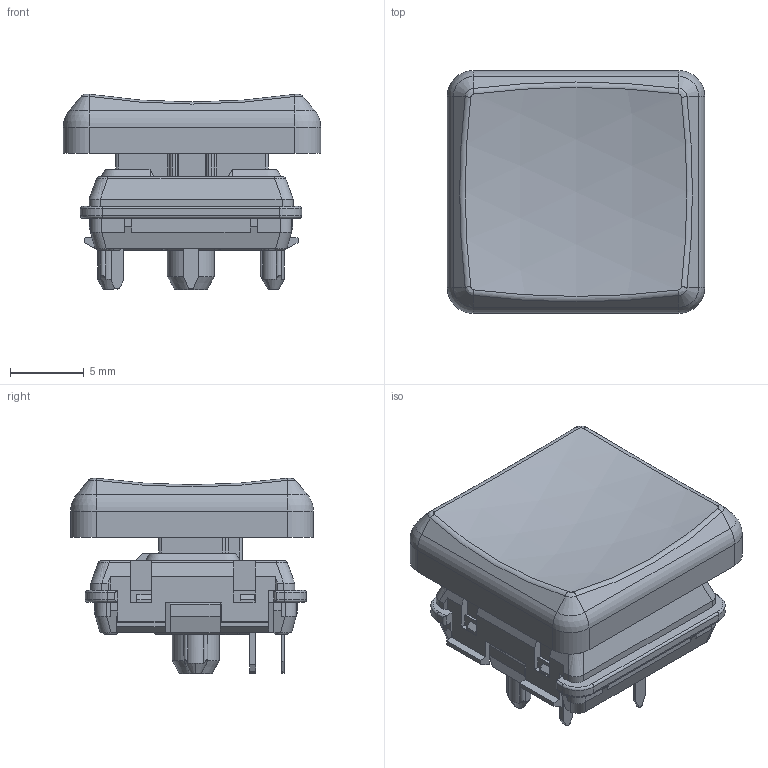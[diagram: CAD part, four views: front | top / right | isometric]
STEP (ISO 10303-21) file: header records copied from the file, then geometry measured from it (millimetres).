
FILE_DESCRIPTION(/* description */ ('STEP AP214'),/* implementation_level */ '2;1');
FILE_NAME(/* name */ '60e770eae2459b5e25412477',/* time_stamp */ '2021-07-08T21:40:59+00:00',/* author */ (''),/* organization */ (''),/* preprocessor_version */ 'ST-DEVELOPER v18.1',/* originating_system */ ' ',/* authorisation */ ' ');
FILE_SCHEMA (('AUTOMOTIVE_DESIGN {1 0 10303 214 3 1 1}'));
Length unit declared in the file: metre
Products named in the file (7): Assembly 1; (Unsaved); Document
Assembly tree (6 placements, depth 2):
  Assembly 1
    (Unsaved)
    Document
    Document
    Document
    Document
    Document
Bounding box: 17.45 x 16.45 x 13.26 mm (x, y, z)
Volume: 1568.6 mm3; surface area: 2417.8 mm2
Topology: 6 solids, 6 shells, 699 faces, 1813 edges, 1125 vertices
Faces by surface type: plane 393, cylinder 177, torus 50, bspline 38, cone 22, sphere 19
Full cylindrical faces by diameter (mm): 2.762 x1, 2.826 x1, 2.893 x1, 3.007 x1
Entity records: 22308 total; most frequent: CARTESIAN_POINT 5282, ORIENTED_EDGE 3590, DIRECTION 3376, EDGE_CURVE 1795, LINE 1238, VECTOR 1238, VERTEX_POINT 1125, AXIS2_PLACEMENT_3D 1069
